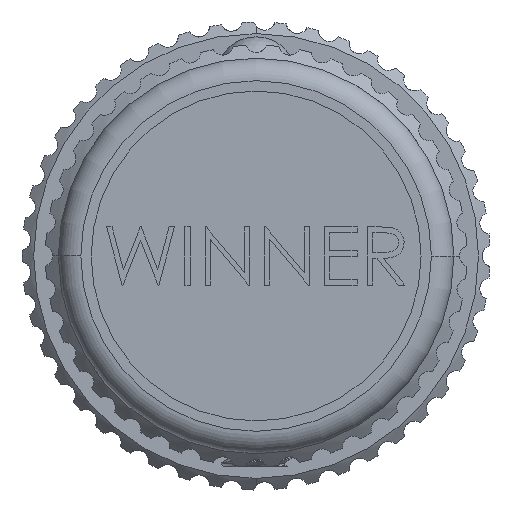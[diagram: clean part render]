
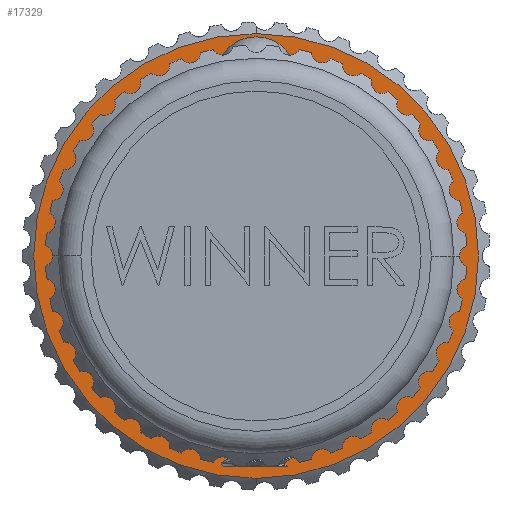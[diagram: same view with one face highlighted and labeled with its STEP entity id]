
A CAD part, left-side view. The second image highlights one B-rep face of the part: STEP entity #17329.
In plain terms, the highlighted planar face has unit normal (-1, 0, 0).
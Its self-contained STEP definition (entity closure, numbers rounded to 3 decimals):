
#233 = VERTEX_POINT ( 'NONE', #23689 ) ;
#923 = AXIS2_PLACEMENT_3D ( 'NONE', #7687, #21454, #24413 ) ;
#2260 = CIRCLE ( 'NONE', #12815, 15.3 ) ;
#3141 = FACE_OUTER_BOUND ( 'NONE', #19948, .T. ) ;
#3551 = AXIS2_PLACEMENT_3D ( 'NONE', #7805, #10640, #8242 ) ;
#4300 = EDGE_CURVE ( 'NONE', #24603, #17325, #18933, .T. ) ;
#6501 = CARTESIAN_POINT ( 'NONE',  ( -6.4, 0., 0. ) ) ;
#6541 = EDGE_CURVE ( 'NONE', #17004, #233, #2260, .T. ) ;
#6616 = DIRECTION ( 'NONE',  ( -1., 0., 0. ) ) ;
#6984 = ORIENTED_EDGE ( 'NONE', *, *, #17253, .T. ) ;
#7687 = CARTESIAN_POINT ( 'NONE',  ( -6.4, 0., 0. ) ) ;
#7768 = ORIENTED_EDGE ( 'NONE', *, *, #6541, .T. ) ;
#7805 = CARTESIAN_POINT ( 'NONE',  ( -6.4, 0., 0. ) ) ;
#7841 = ORIENTED_EDGE ( 'NONE', *, *, #4300, .T. ) ;
#8242 = DIRECTION ( 'NONE',  ( 0., 0., -1. ) ) ;
#9207 = DIRECTION ( 'NONE',  ( 0., 0., -1. ) ) ;
#10640 = DIRECTION ( 'NONE',  ( -1., 0., 0. ) ) ;
#11607 = AXIS2_PLACEMENT_3D ( 'NONE', #25839, #15369, #31422 ) ;
#11805 = AXIS2_PLACEMENT_3D ( 'NONE', #12552, #34707, #26594 ) ;
#12552 = CARTESIAN_POINT ( 'NONE',  ( -6.4, 0., 0. ) ) ;
#12815 = AXIS2_PLACEMENT_3D ( 'NONE', #6501, #6616, #9207 ) ;
#12990 = CARTESIAN_POINT ( 'NONE',  ( -6.4, 0., -7.536 ) ) ;
#13264 = CARTESIAN_POINT ( 'NONE',  ( -6.4, 0., 7.536 ) ) ;
#15369 = DIRECTION ( 'NONE',  ( 1., 0., 0. ) ) ;
#15851 = CIRCLE ( 'NONE', #11805, 7.536 ) ;
#17004 = VERTEX_POINT ( 'NONE', #25994 ) ;
#17253 = EDGE_CURVE ( 'NONE', #17325, #24603, #15851, .T. ) ;
#17325 = VERTEX_POINT ( 'NONE', #13264 ) ;
#17329 = ADVANCED_FACE ( 'NONE', ( #20137, #3141 ), #24293, .T. ) ;
#18634 = CIRCLE ( 'NONE', #3551, 15.3 ) ;
#18933 = CIRCLE ( 'NONE', #11607, 7.536 ) ;
#19948 = EDGE_LOOP ( 'NONE', ( #7768, #24131 ) ) ;
#20137 = FACE_BOUND ( 'NONE', #25281, .T. ) ;
#21454 = DIRECTION ( 'NONE',  ( -1., 0., 0. ) ) ;
#23689 = CARTESIAN_POINT ( 'NONE',  ( -6.4, 0., -15.3 ) ) ;
#24131 = ORIENTED_EDGE ( 'NONE', *, *, #28758, .T. ) ;
#24293 = PLANE ( 'NONE',  #923 ) ;
#24413 = DIRECTION ( 'NONE',  ( 0., 0., -1. ) ) ;
#24603 = VERTEX_POINT ( 'NONE', #12990 ) ;
#25281 = EDGE_LOOP ( 'NONE', ( #7841, #6984 ) ) ;
#25839 = CARTESIAN_POINT ( 'NONE',  ( -6.4, 0., 0. ) ) ;
#25994 = CARTESIAN_POINT ( 'NONE',  ( -6.4, 0., 15.3 ) ) ;
#26594 = DIRECTION ( 'NONE',  ( 0., 0., 1. ) ) ;
#28758 = EDGE_CURVE ( 'NONE', #233, #17004, #18634, .T. ) ;
#31422 = DIRECTION ( 'NONE',  ( 0., 0., 1. ) ) ;
#34707 = DIRECTION ( 'NONE',  ( 1., 0., 0. ) ) ;
